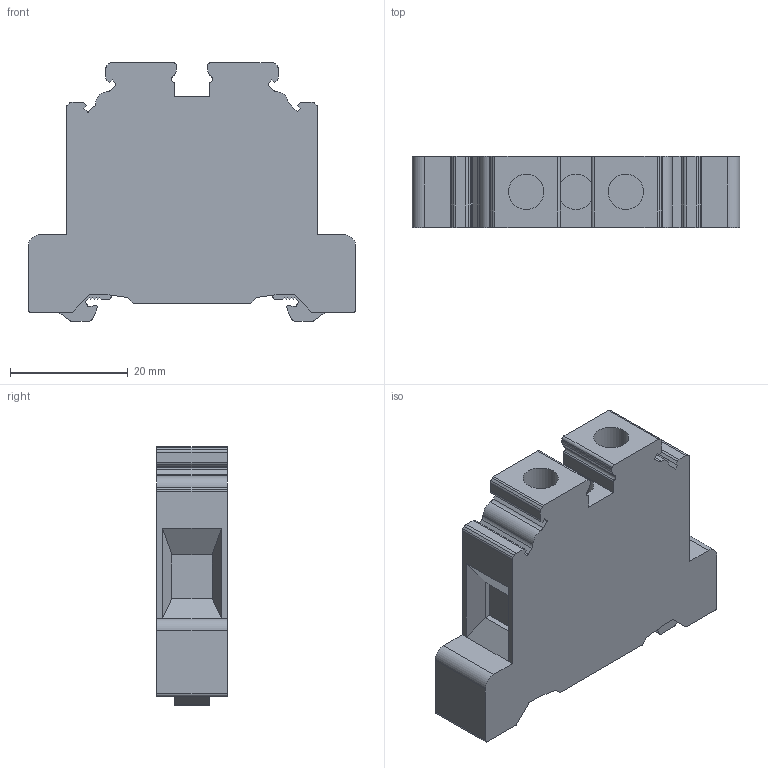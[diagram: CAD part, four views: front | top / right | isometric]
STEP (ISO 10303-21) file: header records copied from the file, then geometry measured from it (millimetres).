
FILE_DESCRIPTION( ( 'Unknown' ), '1' );
FILE_NAME( 'CGT16N.stp', 'Unknown', ( 'Unknown' ), ( 'Unknown' ), 'PSStep 14.0', 'Unknown', ' ' );
FILE_SCHEMA( ( 'AUTOMOTIVE_DESIGN { 1 0 10303 214 1 1 1 1 }' ) );
Length unit declared in the file: millimetre
Products named in the file (1): 1
Bounding box: 55.5 x 12 x 43.76 mm (x, y, z)
Volume: 19923.5 mm3; surface area: 6899.8 mm2
Topology: 1 solids, 1 shells, 167 faces, 474 edges, 311 vertices
Faces by surface type: plane 108, cylinder 59
Full cylindrical faces by diameter (mm): 6 x3
Entity records: 6744 total; most frequent: CARTESIAN_POINT 950, ORIENTED_EDGE 942, DIRECTION 926, EDGE_CURVE 471, LINE 352, VECTOR 352, VERTEX_POINT 311, AXIS2_PLACEMENT_3D 287
